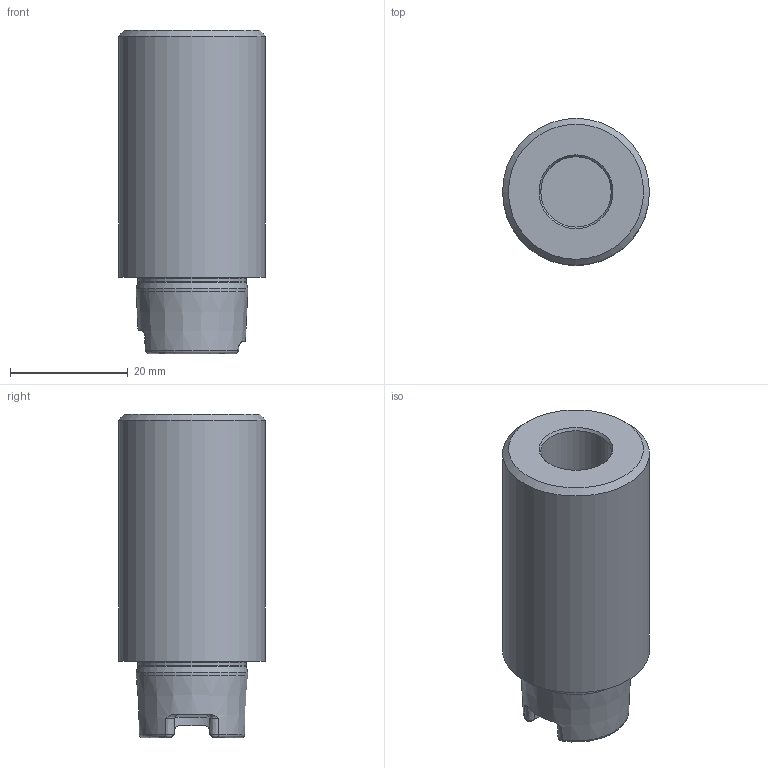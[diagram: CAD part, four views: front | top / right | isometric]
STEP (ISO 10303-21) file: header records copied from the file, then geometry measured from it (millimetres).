
FILE_DESCRIPTION(/* description */ (''),/* implementation_level */ '2;1');
FILE_NAME(/* name */ 'W2120010A.stp',/* time_stamp */ '2009-03-31T11:15:08+02:00',/* author */ (''),/* organization */ (''),/* preprocessor_version */ 'ST-DEVELOPER v11',/* originating_system */ 'UGS - NX 5.0',/* authorisation */ '');
FILE_SCHEMA (('AUTOMOTIVE_DESIGN { 1 0 10303 214 0 1 1 1 }'));
Length unit declared in the file: millimetre
Products named in the file (1): KrisBB0A18aa
Bounding box: 25 x 25 x 55 mm (x, y, z)
Volume: 20255.7 mm3; surface area: 6137 mm2
Topology: 1 solids, 1 shells, 48 faces, 116 edges, 72 vertices
Faces by surface type: plane 16, bspline 12, cylinder 9, cone 6, torus 5
Full cylindrical faces by diameter (mm): 12 x1, 13 x1, 18.4 x1, 19 x1, 25 x1
Entity records: 1776 total; most frequent: CARTESIAN_POINT 817, ORIENTED_EDGE 196, DIRECTION 170, EDGE_CURVE 98, AXIS2_PLACEMENT_3D 75, VERTEX_POINT 66, EDGE_LOOP 62, ADVANCED_FACE 48
